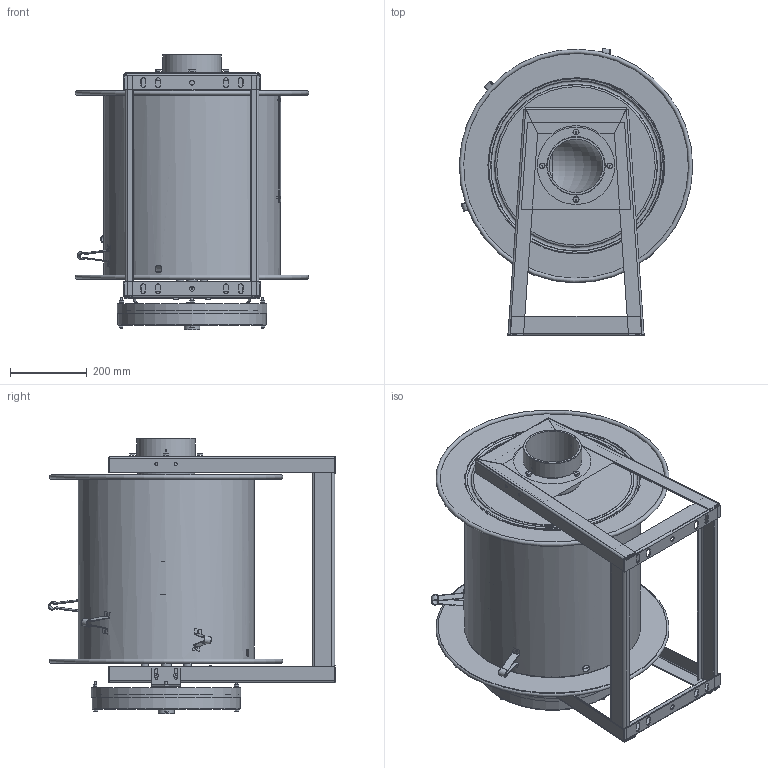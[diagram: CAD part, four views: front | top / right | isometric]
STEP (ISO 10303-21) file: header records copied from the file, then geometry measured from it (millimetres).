
FILE_DESCRIPTION(/* description */ (''),/* implementation_level */ '2;1');
FILE_NAME(/* name */ '319-424_SHARED.stp',/* time_stamp */ '2016-12-14T14:45:21-07:00',/* author */ ('jkusbel'),/* organization */ (''),/* preprocessor_version */ 'ST-DEVELOPER v15.6',/* originating_system */ 'Autodesk Inventor 2015',/* authorisation */ '');
FILE_SCHEMA (('AUTOMOTIVE_DESIGN { 1 0 10303 214 3 1 1 }'));
Length unit declared in the file: inch
Products named in the file (1): 319-424_SHARED
Bounding box: 609.47 x 751.05 x 719.06 mm (x, y, z)
Surface area: 4226777.8 mm2 (no closed solid volume)
Topology: 0 solids, 136 shells, 279 faces, 2161 edges, 1982 vertices
Faces by surface type: plane 178, cylinder 73, torus 21, cone 7
Full cylindrical faces by diameter (mm): 4.166 x2, 5.207 x1, 6.35 x4, 9.525 x2, 19.05 x2, 26.594 x1, 41.402 x1, 139.7 x1, 149.86 x1, 152.4 x3, 153.924 x3, 387.096 x1, 390.388 x1
Entity records: 22068 total; most frequent: CARTESIAN_POINT 6904, DIRECTION 2642, ORIENTED_EDGE 2271, EDGE_CURVE 2107, VERTEX_POINT 1976, LINE 1264, VECTOR 1264, AXIS2_PLACEMENT_3D 689
